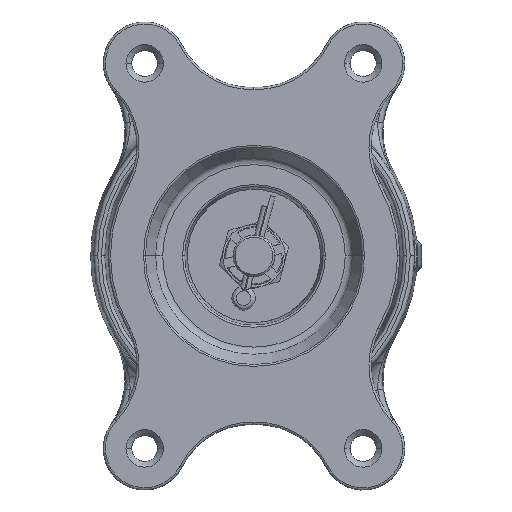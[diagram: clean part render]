
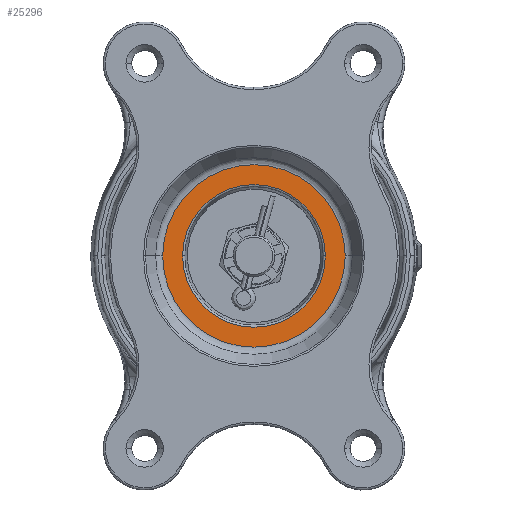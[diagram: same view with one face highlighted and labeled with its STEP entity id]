
A CAD part, top view. The second image highlights one B-rep face of the part: STEP entity #25296.
In plain terms, the highlighted planar face has unit normal (0, 0, 1).
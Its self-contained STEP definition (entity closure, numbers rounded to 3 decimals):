
#179 = ORIENTED_EDGE ( 'NONE', *, *, #9405, .T. ) ;
#951 = DIRECTION ( 'NONE',  ( 0., 0., -1. ) ) ;
#1354 = EDGE_CURVE ( 'NONE', #36565, #6224, #11414, .T. ) ;
#1809 = CARTESIAN_POINT ( 'NONE',  ( 43.804, -0.272, 33.794 ) ) ;
#3299 = AXIS2_PLACEMENT_3D ( 'NONE', #11574, #24329, #11169 ) ;
#4500 = EDGE_LOOP ( 'NONE', ( #29347, #34293 ) ) ;
#6224 = VERTEX_POINT ( 'NONE', #11976 ) ;
#6847 = DIRECTION ( 'NONE',  ( 0., 0., -1. ) ) ;
#9405 = EDGE_CURVE ( 'NONE', #10152, #36221, #21233, .T. ) ;
#10152 = VERTEX_POINT ( 'NONE', #17215 ) ;
#10612 = CARTESIAN_POINT ( 'NONE',  ( -0.036, -0.272, 33.794 ) ) ;
#11169 = DIRECTION ( 'NONE',  ( -1., 0., 0. ) ) ;
#11414 = CIRCLE ( 'NONE', #37121, 43.84 ) ;
#11574 = CARTESIAN_POINT ( 'NONE',  ( -0.036, -0.272, 33.794 ) ) ;
#11663 = CARTESIAN_POINT ( 'NONE',  ( -0.036, -0.272, 33.794 ) ) ;
#11870 = FACE_OUTER_BOUND ( 'NONE', #4500, .T. ) ;
#11976 = CARTESIAN_POINT ( 'NONE',  ( -43.875, -0.272, 33.794 ) ) ;
#13440 = CIRCLE ( 'NONE', #36540, 43.84 ) ;
#14956 = FACE_BOUND ( 'NONE', #31985, .T. ) ;
#16092 = CARTESIAN_POINT ( 'NONE',  ( -0.036, -0.272, 33.794 ) ) ;
#16401 = CARTESIAN_POINT ( 'NONE',  ( -0.036, -0.272, 33.794 ) ) ;
#17215 = CARTESIAN_POINT ( 'NONE',  ( 34.232, -0.272, 33.794 ) ) ;
#17315 = EDGE_CURVE ( 'NONE', #36221, #10152, #30231, .T. ) ;
#19500 = DIRECTION ( 'NONE',  ( -1., 0., 0. ) ) ;
#20645 = AXIS2_PLACEMENT_3D ( 'NONE', #10612, #951, #19500 ) ;
#21233 = CIRCLE ( 'NONE', #31028, 34.267 ) ;
#22427 = ORIENTED_EDGE ( 'NONE', *, *, #17315, .T. ) ;
#24225 = DIRECTION ( 'NONE',  ( 0., 0., -1. ) ) ;
#24329 = DIRECTION ( 'NONE',  ( 0., 0., -1. ) ) ;
#24415 = DIRECTION ( 'NONE',  ( -1., 0., 0. ) ) ;
#24969 = CARTESIAN_POINT ( 'NONE',  ( -34.303, -0.272, 33.794 ) ) ;
#25296 = ADVANCED_FACE ( 'NONE', ( #14956, #11870 ), #37684, .F. ) ;
#29347 = ORIENTED_EDGE ( 'NONE', *, *, #40562, .F. ) ;
#30231 = CIRCLE ( 'NONE', #3299, 34.267 ) ;
#31028 = AXIS2_PLACEMENT_3D ( 'NONE', #16092, #6847, #32399 ) ;
#31985 = EDGE_LOOP ( 'NONE', ( #22427, #179 ) ) ;
#32399 = DIRECTION ( 'NONE',  ( -1., 0., 0. ) ) ;
#34293 = ORIENTED_EDGE ( 'NONE', *, *, #1354, .F. ) ;
#34373 = DIRECTION ( 'NONE',  ( 0., 0., -1. ) ) ;
#35204 = DIRECTION ( 'NONE',  ( -1., 0., 0. ) ) ;
#36221 = VERTEX_POINT ( 'NONE', #24969 ) ;
#36540 = AXIS2_PLACEMENT_3D ( 'NONE', #16401, #34373, #35204 ) ;
#36565 = VERTEX_POINT ( 'NONE', #1809 ) ;
#37121 = AXIS2_PLACEMENT_3D ( 'NONE', #11663, #24225, #24415 ) ;
#37684 = PLANE ( 'NONE',  #20645 ) ;
#40562 = EDGE_CURVE ( 'NONE', #6224, #36565, #13440, .T. ) ;
